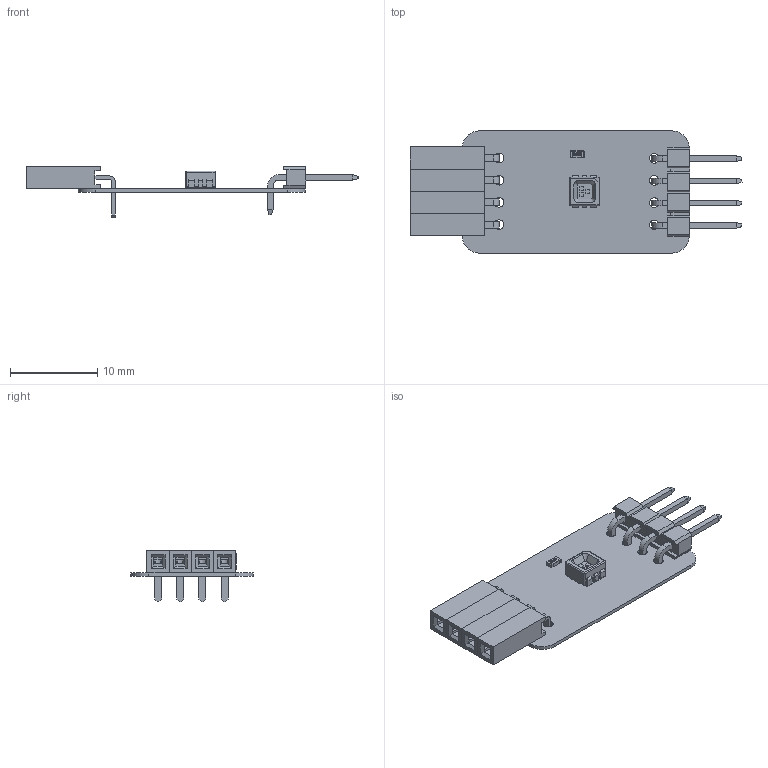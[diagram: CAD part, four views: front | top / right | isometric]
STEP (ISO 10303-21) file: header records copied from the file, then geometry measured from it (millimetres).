
FILE_DESCRIPTION(('Open CASCADE Model'),'2;1');
FILE_NAME('Open CASCADE Shape Model','2020-05-01T18:23:56',('Author'),( 'Open CASCADE'),'Open CASCADE STEP processor 6.8','Open CASCADE 6.8' ,'Unknown');
FILE_SCHEMA(('AUTOMOTIVE_DESIGN { 1 0 10303 214 1 1 1 1 }'));
Length unit declared in the file: millimetre
Products named in the file (10): PCB; Board; R?; chip_0603_r; VD?; User_Library-LED_RGB_Osram_LRTB_G6SG; X?; pcb_connector_890-70-002-20-001101; User_Library-PBS_(DS1024)
Assembly tree (10 placements, depth 3):
  PCB
    Board
    R?
      chip_0603_r
    VD?
      User_Library-LED_RGB_Osram_LRTB_G6SG
    X?
      pcb_connector_890-70-002-20-001101  x2
    X?
      User_Library-PBS_(DS1024)
Bounding box: 38.02 x 14 x 5.87 mm (x, y, z)
Volume: 425.3 mm3; surface area: 1808.4 mm2
Topology: 16 solids, 16 shells, 748 faces, 1965 edges, 1261 vertices
Faces by surface type: plane 501, bspline 142, cylinder 94, sphere 7, cone 4
Full cylindrical faces by diameter (mm): 1.1 x8
Entity records: 31130 total; most frequent: CARTESIAN_POINT 11936, ORIENTED_EDGE 3564, DIRECTION 2736, EDGE_CURVE 1782, LINE 1334, VECTOR 1334, VERTEX_POINT 1157, FACE_BOUND 739
